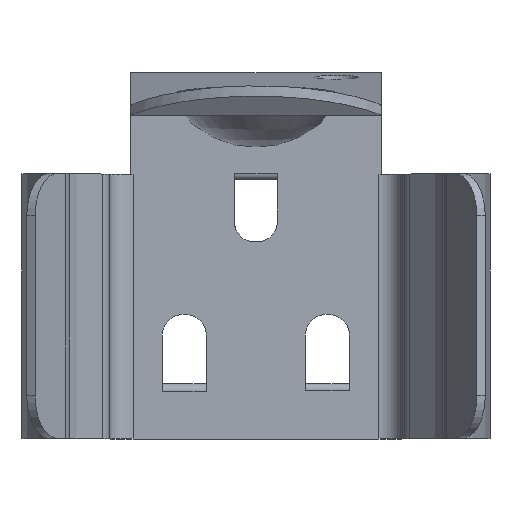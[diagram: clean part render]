
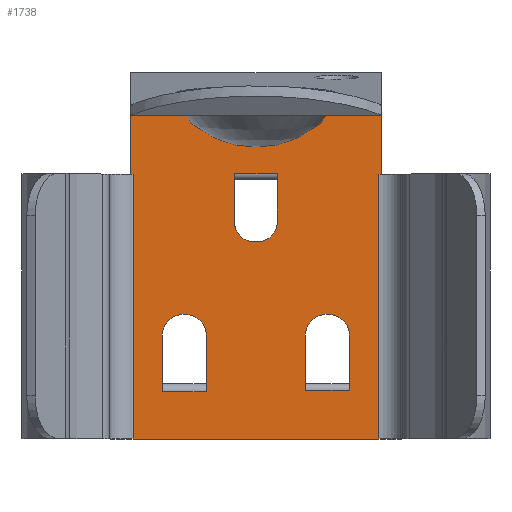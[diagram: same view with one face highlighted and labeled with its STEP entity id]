
A CAD part, top view. The second image highlights one B-rep face of the part: STEP entity #1738.
In plain terms, the highlighted planar face has unit normal (0, 0, 1).
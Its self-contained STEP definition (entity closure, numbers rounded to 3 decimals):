
#121=CIRCLE('',#1904,0.691);
#122=CIRCLE('',#1905,0.663);
#123=CIRCLE('',#1906,0.735);
#124=CIRCLE('',#1907,0.738);
#125=CIRCLE('',#1908,0.735);
#126=CIRCLE('',#1909,0.738);
#149=LINE('',#2512,#320);
#161=LINE('',#2539,#332);
#180=LINE('',#2604,#351);
#206=LINE('',#2704,#377);
#207=LINE('',#2709,#378);
#223=LINE('',#2758,#394);
#228=LINE('',#2782,#399);
#230=LINE('',#2787,#401);
#244=LINE('',#2826,#415);
#245=LINE('',#2830,#416);
#246=LINE('',#2833,#417);
#247=LINE('',#2837,#418);
#248=LINE('',#2841,#419);
#249=LINE('',#2842,#420);
#250=LINE('',#2844,#421);
#251=LINE('',#2848,#422);
#252=LINE('',#2851,#423);
#253=LINE('',#2852,#424);
#254=LINE('',#2856,#425);
#255=LINE('',#2860,#426);
#320=VECTOR('',#1989,1000.);
#332=VECTOR('',#2007,1000.);
#351=VECTOR('',#2064,1000.);
#377=VECTOR('',#2170,1000.);
#378=VECTOR('',#2175,1000.);
#394=VECTOR('',#2229,1000.);
#399=VECTOR('',#2246,1000.);
#401=VECTOR('',#2252,1000.);
#415=VECTOR('',#2288,1000.);
#416=VECTOR('',#2293,1000.);
#417=VECTOR('',#2294,1000.);
#418=VECTOR('',#2297,1000.);
#419=VECTOR('',#2300,1000.);
#420=VECTOR('',#2301,1000.);
#421=VECTOR('',#2302,1000.);
#422=VECTOR('',#2305,1000.);
#423=VECTOR('',#2308,1000.);
#424=VECTOR('',#2309,1000.);
#425=VECTOR('',#2312,1000.);
#426=VECTOR('',#2315,1000.);
#738=ORIENTED_EDGE('',*,*,#1157,.T.);
#739=ORIENTED_EDGE('',*,*,#1158,.T.);
#740=ORIENTED_EDGE('',*,*,#1159,.T.);
#741=ORIENTED_EDGE('',*,*,#1160,.T.);
#742=ORIENTED_EDGE('',*,*,#1161,.T.);
#743=ORIENTED_EDGE('',*,*,#1162,.T.);
#744=ORIENTED_EDGE('',*,*,#1163,.F.);
#745=ORIENTED_EDGE('',*,*,#1155,.T.);
#746=ORIENTED_EDGE('',*,*,#1164,.F.);
#747=ORIENTED_EDGE('',*,*,#1165,.F.);
#748=ORIENTED_EDGE('',*,*,#1166,.F.);
#749=ORIENTED_EDGE('',*,*,#1167,.F.);
#750=ORIENTED_EDGE('',*,*,#1100,.T.);
#751=ORIENTED_EDGE('',*,*,#1126,.F.);
#752=ORIENTED_EDGE('',*,*,#1004,.T.);
#753=ORIENTED_EDGE('',*,*,#1133,.T.);
#754=ORIENTED_EDGE('',*,*,#1018,.F.);
#755=ORIENTED_EDGE('',*,*,#1136,.F.);
#756=ORIENTED_EDGE('',*,*,#1098,.F.);
#757=ORIENTED_EDGE('',*,*,#1168,.T.);
#758=ORIENTED_EDGE('',*,*,#1048,.T.);
#759=ORIENTED_EDGE('',*,*,#1169,.T.);
#760=ORIENTED_EDGE('',*,*,#1170,.T.);
#761=ORIENTED_EDGE('',*,*,#1171,.T.);
#762=ORIENTED_EDGE('',*,*,#1172,.T.);
#763=ORIENTED_EDGE('',*,*,#1173,.T.);
#1004=EDGE_CURVE('',#1258,#1257,#149,.T.);
#1018=EDGE_CURVE('',#1269,#1270,#161,.T.);
#1048=EDGE_CURVE('',#1294,#1296,#180,.T.);
#1098=EDGE_CURVE('',#1330,#1329,#206,.T.);
#1100=EDGE_CURVE('',#1333,#1331,#207,.T.);
#1126=EDGE_CURVE('',#1258,#1331,#223,.T.);
#1133=EDGE_CURVE('',#1257,#1270,#228,.T.);
#1136=EDGE_CURVE('',#1329,#1269,#230,.T.);
#1155=EDGE_CURVE('',#1364,#1363,#244,.F.);
#1157=EDGE_CURVE('',#1365,#1366,#245,.F.);
#1158=EDGE_CURVE('',#1366,#1367,#246,.F.);
#1159=EDGE_CURVE('',#1367,#1368,#121,.F.);
#1160=EDGE_CURVE('',#1368,#1369,#247,.F.);
#1161=EDGE_CURVE('',#1369,#1370,#122,.F.);
#1162=EDGE_CURVE('',#1370,#1365,#248,.F.);
#1163=EDGE_CURVE('',#1364,#1371,#249,.T.);
#1164=EDGE_CURVE('',#1372,#1363,#250,.T.);
#1165=EDGE_CURVE('',#1373,#1372,#123,.T.);
#1166=EDGE_CURVE('',#1374,#1373,#251,.T.);
#1167=EDGE_CURVE('',#1371,#1374,#124,.T.);
#1168=EDGE_CURVE('',#1330,#1333,#252,.T.);
#1169=EDGE_CURVE('',#1296,#1375,#253,.T.);
#1170=EDGE_CURVE('',#1375,#1376,#125,.F.);
#1171=EDGE_CURVE('',#1376,#1377,#254,.T.);
#1172=EDGE_CURVE('',#1377,#1378,#126,.F.);
#1173=EDGE_CURVE('',#1378,#1294,#255,.T.);
#1257=VERTEX_POINT('',#2511);
#1258=VERTEX_POINT('',#2513);
#1269=VERTEX_POINT('',#2538);
#1270=VERTEX_POINT('',#2540);
#1294=VERTEX_POINT('',#2599);
#1296=VERTEX_POINT('',#2603);
#1329=VERTEX_POINT('',#2701);
#1330=VERTEX_POINT('',#2703);
#1331=VERTEX_POINT('',#2707);
#1333=VERTEX_POINT('',#2710);
#1363=VERTEX_POINT('',#2825);
#1364=VERTEX_POINT('',#2827);
#1365=VERTEX_POINT('',#2831);
#1366=VERTEX_POINT('',#2832);
#1367=VERTEX_POINT('',#2834);
#1368=VERTEX_POINT('',#2836);
#1369=VERTEX_POINT('',#2838);
#1370=VERTEX_POINT('',#2840);
#1371=VERTEX_POINT('',#2843);
#1372=VERTEX_POINT('',#2845);
#1373=VERTEX_POINT('',#2847);
#1374=VERTEX_POINT('',#2849);
#1375=VERTEX_POINT('',#2853);
#1376=VERTEX_POINT('',#2855);
#1377=VERTEX_POINT('',#2857);
#1378=VERTEX_POINT('',#2859);
#1480=EDGE_LOOP('',(#738,#739,#740,#741,#742,#743));
#1481=EDGE_LOOP('',(#744,#745,#746,#747,#748,#749));
#1482=EDGE_LOOP('',(#750,#751,#752,#753,#754,#755,#756,#757));
#1483=EDGE_LOOP('',(#758,#759,#760,#761,#762,#763));
#1586=FACE_BOUND('',#1480,.T.);
#1587=FACE_BOUND('',#1481,.T.);
#1588=FACE_BOUND('',#1482,.T.);
#1589=FACE_BOUND('',#1483,.T.);
#1662=PLANE('',#1903);
#1738=ADVANCED_FACE('',(#1586,#1587,#1588,#1589),#1662,.T.);
#1903=AXIS2_PLACEMENT_3D('',#2829,#2291,#2292);
#1904=AXIS2_PLACEMENT_3D('',#2835,#2295,#2296);
#1905=AXIS2_PLACEMENT_3D('',#2839,#2298,#2299);
#1906=AXIS2_PLACEMENT_3D('',#2846,#2303,#2304);
#1907=AXIS2_PLACEMENT_3D('',#2850,#2306,#2307);
#1908=AXIS2_PLACEMENT_3D('',#2854,#2310,#2311);
#1909=AXIS2_PLACEMENT_3D('',#2858,#2313,#2314);
#1989=DIRECTION('',(0.,1.,0.));
#2007=DIRECTION('',(0.,1.,0.));
#2064=DIRECTION('',(-1.,0.,0.));
#2170=DIRECTION('',(0.,1.,0.));
#2175=DIRECTION('',(0.,1.,0.));
#2229=DIRECTION('',(-1.,0.,0.));
#2246=DIRECTION('',(-1.,0.,0.));
#2252=DIRECTION('',(-1.,0.,0.));
#2288=DIRECTION('',(1.,0.,0.));
#2291=DIRECTION('',(0.,0.,1.));
#2292=DIRECTION('',(1.,0.,0.));
#2293=DIRECTION('',(-1.,0.,0.));
#2294=DIRECTION('',(0.,1.,0.));
#2295=DIRECTION('',(0.,0.,1.));
#2296=DIRECTION('',(1.,0.,0.));
#2297=DIRECTION('',(1.,0.,0.));
#2298=DIRECTION('',(0.,0.,1.));
#2299=DIRECTION('',(1.,0.,0.));
#2300=DIRECTION('',(0.,-1.,0.));
#2301=DIRECTION('',(0.,1.,0.));
#2302=DIRECTION('',(0.,-1.,0.));
#2303=DIRECTION('',(0.,0.,1.));
#2304=DIRECTION('',(1.,0.,0.));
#2305=DIRECTION('',(-1.,0.,0.));
#2306=DIRECTION('',(0.,0.,1.));
#2307=DIRECTION('',(1.,0.,0.));
#2308=DIRECTION('',(1.,0.,0.));
#2309=DIRECTION('',(0.,1.,0.));
#2310=DIRECTION('',(0.,0.,1.));
#2311=DIRECTION('',(1.,0.,0.));
#2312=DIRECTION('',(1.,0.,0.));
#2313=DIRECTION('',(0.,0.,1.));
#2314=DIRECTION('',(1.,0.,0.));
#2315=DIRECTION('',(0.,-1.,0.));
#2511=CARTESIAN_POINT('',(4.445,2.142,0.349));
#2512=CARTESIAN_POINT('',(4.445,0.,0.349));
#2513=CARTESIAN_POINT('',(4.445,0.,0.349));
#2538=CARTESIAN_POINT('',(-4.445,0.,0.349));
#2539=CARTESIAN_POINT('',(-4.445,0.,0.349));
#2540=CARTESIAN_POINT('',(-4.445,2.142,0.349));
#2599=CARTESIAN_POINT('',(-1.765,-7.715,0.349));
#2603=CARTESIAN_POINT('',(-3.325,-7.715,0.349));
#2604=CARTESIAN_POINT('',(-3.325,-7.715,0.349));
#2701=CARTESIAN_POINT('',(-4.365,0.,0.349));
#2703=CARTESIAN_POINT('',(-4.365,-9.4,0.349));
#2704=CARTESIAN_POINT('',(-4.365,-9.4,0.349));
#2707=CARTESIAN_POINT('',(4.365,0.,0.349));
#2709=CARTESIAN_POINT('',(4.365,-9.4,0.349));
#2710=CARTESIAN_POINT('',(4.365,-9.4,0.349));
#2758=CARTESIAN_POINT('',(4.445,0.,0.349));
#2782=CARTESIAN_POINT('',(4.445,2.142,0.349));
#2787=CARTESIAN_POINT('',(4.445,0.,0.349));
#2825=CARTESIAN_POINT('',(1.755,-7.67,0.349));
#2826=CARTESIAN_POINT('',(1.755,-7.67,0.349));
#2827=CARTESIAN_POINT('',(3.315,-7.67,0.349));
#2829=CARTESIAN_POINT('',(-4.365,-9.4,0.349));
#2830=CARTESIAN_POINT('',(-4.374,0.018,0.349));
#2831=CARTESIAN_POINT('',(-0.756,0.018,0.349));
#2832=CARTESIAN_POINT('',(0.756,0.018,0.349));
#2833=CARTESIAN_POINT('',(0.756,-9.4,0.349));
#2834=CARTESIAN_POINT('',(0.756,-1.702,0.349));
#2835=CARTESIAN_POINT('',(0.064,-1.702,0.349));
#2836=CARTESIAN_POINT('',(0.064,-2.393,0.349));
#2837=CARTESIAN_POINT('',(-4.374,-2.393,0.349));
#2838=CARTESIAN_POINT('',(-0.092,-2.393,0.349));
#2839=CARTESIAN_POINT('',(-0.092,-1.73,0.349));
#2840=CARTESIAN_POINT('',(-0.756,-1.73,0.349));
#2841=CARTESIAN_POINT('',(-0.756,-9.4,0.349));
#2842=CARTESIAN_POINT('',(3.315,-9.4,0.349));
#2843=CARTESIAN_POINT('',(3.315,-5.716,0.349));
#2844=CARTESIAN_POINT('',(1.755,-9.4,0.349));
#2845=CARTESIAN_POINT('',(1.755,-5.713,0.349));
#2846=CARTESIAN_POINT('',(2.49,-5.713,0.349));
#2847=CARTESIAN_POINT('',(2.49,-4.977,0.349));
#2848=CARTESIAN_POINT('',(-1.83,-4.977,0.349));
#2849=CARTESIAN_POINT('',(2.577,-4.977,0.349));
#2850=CARTESIAN_POINT('',(2.577,-5.716,0.349));
#2851=CARTESIAN_POINT('',(-4.365,-9.4,0.349));
#2852=CARTESIAN_POINT('',(-3.325,-9.4,0.349));
#2853=CARTESIAN_POINT('',(-3.325,-5.713,0.349));
#2854=CARTESIAN_POINT('',(-2.59,-5.713,0.349));
#2855=CARTESIAN_POINT('',(-2.59,-4.977,0.349));
#2856=CARTESIAN_POINT('',(-4.328,-4.977,0.349));
#2857=CARTESIAN_POINT('',(-2.503,-4.977,0.349));
#2858=CARTESIAN_POINT('',(-2.503,-5.716,0.349));
#2859=CARTESIAN_POINT('',(-1.765,-5.716,0.349));
#2860=CARTESIAN_POINT('',(-1.765,-9.4,0.349));
